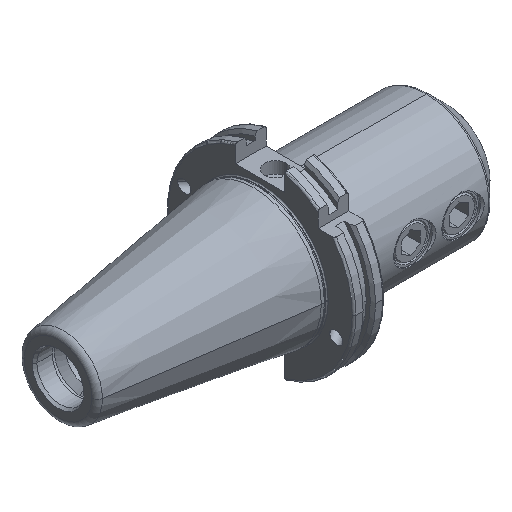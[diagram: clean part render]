
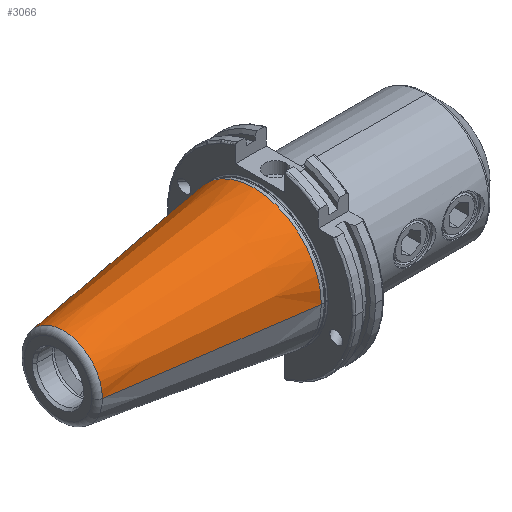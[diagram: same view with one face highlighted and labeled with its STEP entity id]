
A CAD part, isometric view. The second image highlights one B-rep face of the part: STEP entity #3066.
In plain terms, the highlighted conical face has half-angle 8.297 degrees and reference radius 34.925 mm.
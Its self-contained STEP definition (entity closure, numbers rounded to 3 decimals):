
#462 = DIRECTION ( 'NONE',  ( 0.99, -0.144, 0. ) ) ;
#640 = LINE ( 'NONE', #1698, #3125 ) ;
#796 = CIRCLE ( 'NONE', #4759, 20.461 ) ;
#971 = DIRECTION ( 'NONE',  ( -1., 0., 0. ) ) ;
#983 = CARTESIAN_POINT ( 'NONE',  ( 0., -34.925, 0. ) ) ;
#1331 = DIRECTION ( 'NONE',  ( 0., 1., 0. ) ) ;
#1368 = EDGE_CURVE ( 'NONE', #3474, #4932, #4013, .T. ) ;
#1451 = CARTESIAN_POINT ( 'NONE',  ( 0., -34.925, 0. ) ) ;
#1698 = CARTESIAN_POINT ( 'NONE',  ( 0., 34.925, 0. ) ) ;
#1714 = ORIENTED_EDGE ( 'NONE', *, *, #5925, .T. ) ;
#1795 = CARTESIAN_POINT ( 'NONE',  ( 0., 0., 0. ) ) ;
#2034 = VECTOR ( 'NONE', #462, 1000. ) ;
#2185 = DIRECTION ( 'NONE',  ( 0.99, 0.144, 0. ) ) ;
#2229 = AXIS2_PLACEMENT_3D ( 'NONE', #1795, #6199, #1331 ) ;
#2461 = CARTESIAN_POINT ( 'NONE',  ( 0., 0., 0. ) ) ;
#2516 = CARTESIAN_POINT ( 'NONE',  ( -99.183, -20.461, 0. ) ) ;
#2974 = DIRECTION ( 'NONE',  ( 0., -1., 0. ) ) ;
#3066 = ADVANCED_FACE ( 'NONE', ( #3750 ), #4301, .T. ) ;
#3125 = VECTOR ( 'NONE', #2185, 1000. ) ;
#3361 = LINE ( 'NONE', #1451, #2034 ) ;
#3474 = VERTEX_POINT ( 'NONE', #983 ) ;
#3546 = VERTEX_POINT ( 'NONE', #2516 ) ;
#3750 = FACE_OUTER_BOUND ( 'NONE', #5180, .T. ) ;
#3928 = CARTESIAN_POINT ( 'NONE',  ( -99.183, 0., 0. ) ) ;
#4013 = CIRCLE ( 'NONE', #4134, 34.925 ) ;
#4125 = CARTESIAN_POINT ( 'NONE',  ( 0., 34.925, 0. ) ) ;
#4134 = AXIS2_PLACEMENT_3D ( 'NONE', #2461, #5896, #2974 ) ;
#4136 = CARTESIAN_POINT ( 'NONE',  ( -99.183, 20.461, 0. ) ) ;
#4301 = CONICAL_SURFACE ( 'NONE', #2229, 34.925, 0.145 ) ;
#4324 = VERTEX_POINT ( 'NONE', #4136 ) ;
#4433 = DIRECTION ( 'NONE',  ( 0., -1., 0. ) ) ;
#4759 = AXIS2_PLACEMENT_3D ( 'NONE', #3928, #971, #4433 ) ;
#4855 = ORIENTED_EDGE ( 'NONE', *, *, #1368, .T. ) ;
#4932 = VERTEX_POINT ( 'NONE', #4125 ) ;
#5180 = EDGE_LOOP ( 'NONE', ( #6182, #1714, #4855, #5563 ) ) ;
#5563 = ORIENTED_EDGE ( 'NONE', *, *, #6133, .F. ) ;
#5896 = DIRECTION ( 'NONE',  ( -1., 0., 0. ) ) ;
#5925 = EDGE_CURVE ( 'NONE', #3546, #3474, #3361, .T. ) ;
#6133 = EDGE_CURVE ( 'NONE', #4324, #4932, #640, .T. ) ;
#6182 = ORIENTED_EDGE ( 'NONE', *, *, #6396, .F. ) ;
#6199 = DIRECTION ( 'NONE',  ( 1., 0., 0. ) ) ;
#6396 = EDGE_CURVE ( 'NONE', #3546, #4324, #796, .T. ) ;
